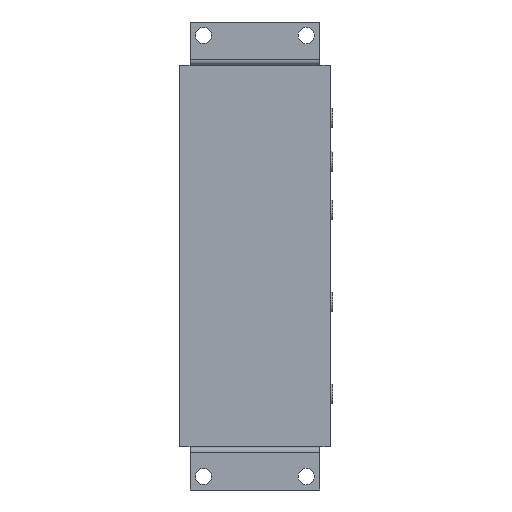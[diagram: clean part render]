
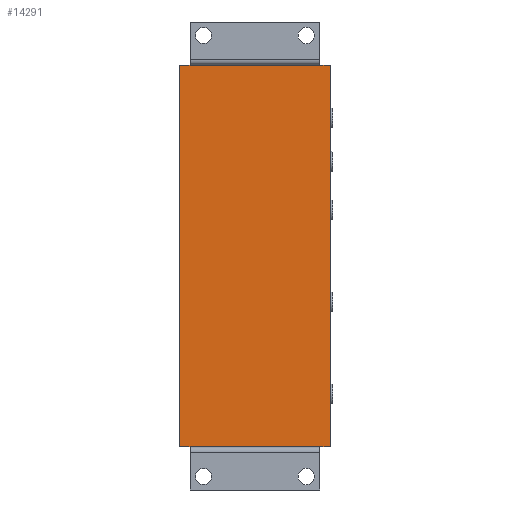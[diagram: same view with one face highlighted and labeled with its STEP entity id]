
A CAD part, front view. The second image highlights one B-rep face of the part: STEP entity #14291.
In plain terms, the highlighted planar face has unit normal (0, -1, 0).
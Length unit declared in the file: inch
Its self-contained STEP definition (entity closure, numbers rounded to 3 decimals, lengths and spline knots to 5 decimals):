
#122=DIRECTION('',(0.,0.,1.));
#123=VECTOR('',#122,8.83);
#124=CARTESIAN_POINT('',(0.,0.,-8.83));
#125=LINE('',#124,#123);
#644=DIRECTION('',(1.,0.,0.));
#645=VECTOR('',#644,3.);
#646=CARTESIAN_POINT('',(-3.25,0.,0.));
#647=LINE('',#646,#645);
#648=DIRECTION('',(1.,0.,0.));
#649=VECTOR('',#648,0.25);
#650=CARTESIAN_POINT('',(-0.25,0.,0.));
#651=LINE('',#650,#649);
#652=DIRECTION('',(-1.,0.,0.));
#653=VECTOR('',#652,3.);
#654=CARTESIAN_POINT('',(-0.25,0.,-8.83));
#655=LINE('',#654,#653);
#656=DIRECTION('',(0.,0.,1.));
#657=VECTOR('',#656,8.83);
#658=CARTESIAN_POINT('',(-3.5,0.,-8.83));
#659=LINE('',#658,#657);
#660=DIRECTION('',(1.,0.,0.));
#661=VECTOR('',#660,0.25);
#662=CARTESIAN_POINT('',(-3.5,0.,0.));
#663=LINE('',#662,#661);
#770=DIRECTION('',(1.,0.,0.));
#771=VECTOR('',#770,0.25);
#772=CARTESIAN_POINT('',(-0.25,0.,-8.83));
#773=LINE('',#772,#771);
#778=DIRECTION('',(1.,0.,0.));
#779=VECTOR('',#778,0.25);
#780=CARTESIAN_POINT('',(-3.5,0.,-8.83));
#781=LINE('',#780,#779);
#11168=CARTESIAN_POINT('',(0.,0.,-8.83));
#11169=CARTESIAN_POINT('',(0.,0.,0.));
#11170=VERTEX_POINT('',#11168);
#11171=VERTEX_POINT('',#11169);
#11512=CARTESIAN_POINT('',(-3.25,0.,0.));
#11513=CARTESIAN_POINT('',(-0.25,0.,0.));
#11514=VERTEX_POINT('',#11512);
#11515=VERTEX_POINT('',#11513);
#11516=CARTESIAN_POINT('',(-0.25,0.,-8.83));
#11517=VERTEX_POINT('',#11516);
#11518=CARTESIAN_POINT('',(-3.25,0.,-8.83));
#11519=VERTEX_POINT('',#11518);
#11520=CARTESIAN_POINT('',(-3.5,0.,-8.83));
#11521=VERTEX_POINT('',#11520);
#11522=CARTESIAN_POINT('',(-3.5,0.,0.));
#11523=VERTEX_POINT('',#11522);
#14269=CARTESIAN_POINT('',(0.,0.,0.));
#14270=DIRECTION('',(0.,-1.,0.));
#14271=DIRECTION('',(0.,0.,-1.));
#14272=AXIS2_PLACEMENT_3D('',#14269,#14270,#14271);
#14273=PLANE('',#14272);
#14275=ORIENTED_EDGE('',*,*,#14274,.T.);
#14277=ORIENTED_EDGE('',*,*,#14276,.T.);
#14278=ORIENTED_EDGE('',*,*,#13883,.F.);
#14280=ORIENTED_EDGE('',*,*,#14279,.F.);
#14282=ORIENTED_EDGE('',*,*,#14281,.T.);
#14284=ORIENTED_EDGE('',*,*,#14283,.F.);
#14286=ORIENTED_EDGE('',*,*,#14285,.T.);
#14288=ORIENTED_EDGE('',*,*,#14287,.T.);
#14289=EDGE_LOOP('',(#14275,#14277,#14278,#14280,#14282,#14284,#14286,#14288));
#14290=FACE_OUTER_BOUND('',#14289,.F.);
#13883=EDGE_CURVE('',#11170,#11171,#125,.T.);
#14274=EDGE_CURVE('',#11514,#11515,#647,.T.);
#14276=EDGE_CURVE('',#11515,#11171,#651,.T.);
#14279=EDGE_CURVE('',#11517,#11170,#773,.T.);
#14281=EDGE_CURVE('',#11517,#11519,#655,.T.);
#14283=EDGE_CURVE('',#11521,#11519,#781,.T.);
#14285=EDGE_CURVE('',#11521,#11523,#659,.T.);
#14287=EDGE_CURVE('',#11523,#11514,#663,.T.);
#14291=ADVANCED_FACE('',(#14290),#14273,.T.);
